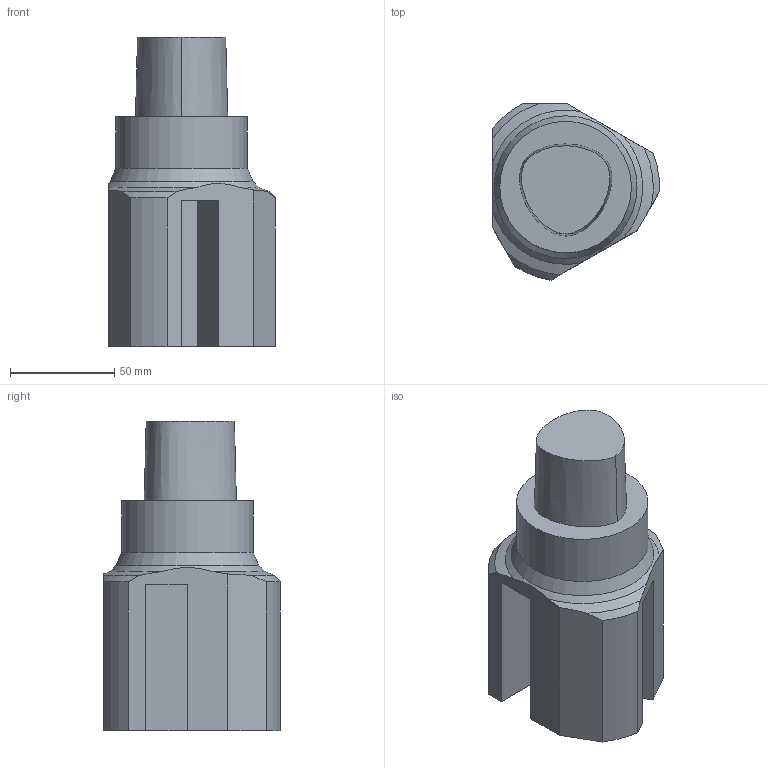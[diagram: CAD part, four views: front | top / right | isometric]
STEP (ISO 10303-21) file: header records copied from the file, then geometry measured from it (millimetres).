
FILE_DESCRIPTION((''),'1');
FILE_NAME('C6-180-3BH20L-110.stp','2017-05-03T05:51:12',(''),(''),'Spatial Interop R21 SP3','Kubotek KeyCreator 2011 V10.0.2 (22737)',' ');
FILE_SCHEMA(('automotive_design'));
Length unit declared in the file: millimetre
Products named in the file (1): Unnamed[1]
Bounding box: 79.95 x 84.45 x 148 mm (x, y, z)
Volume: 463125.7 mm3; surface area: 49242.1 mm2
Topology: 1 solids, 1 shells, 36 faces, 97 edges, 63 vertices
Faces by surface type: plane 21, cone 9, cylinder 4, bspline 2
Full cylindrical faces by diameter (mm): 63 x1
Entity records: 2237 total; most frequent: CARTESIAN_POINT 488, ORIENTED_EDGE 184, PRESENTATION_STYLE_ASSIGNMENT 166, COLOUR_RGB 166, DIRECTION 156, STYLED_ITEM 129, CURVE_STYLE 129, DRAUGHTING_PRE_DEFINED_CURVE_FONT 129
